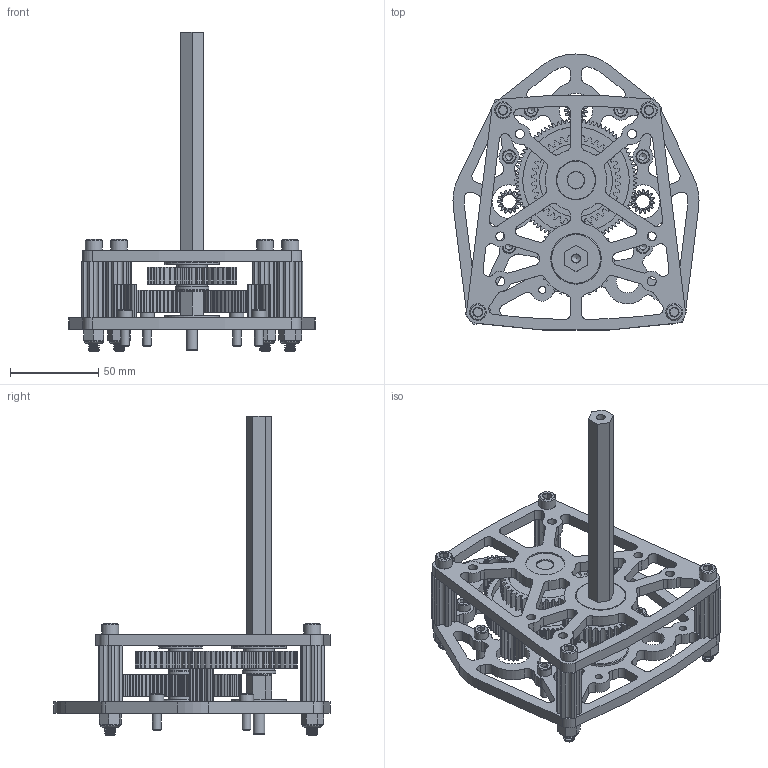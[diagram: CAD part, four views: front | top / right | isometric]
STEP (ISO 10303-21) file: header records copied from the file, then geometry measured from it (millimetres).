
FILE_DESCRIPTION (( 'STEP AP214' ), '1' );
FILE_NAME ('am-3805 2 Stage 3 CIM Evo Slim.STEP', '2018-01-23T20:03:22', ( '' ), ( '' ), 'SwSTEP 2.0', 'SolidWorks 2017', '' );
FILE_SCHEMA (( 'AUTOMOTIVE_DESIGN' ));
Length unit declared in the file: inch
Products named in the file (20): Stage One Shaft; FR8ZZ Hex Bearing_Kip; FR6ZZ-L Bearing_Kip; Evo Shifter 2 Axle Shaft Plate Universal_Kip; 38T 20DP 375Hex 375 FW_Kip; 15T 32DP 8mm Bore Gear_Kip; 85T 32DP 375 Hex Bore Gear_Kip; 10-32x0625_shcs_Kip_HX-SHCS 0.19-32x1.375x1-C; Retaining Ring_97633A200; am-0801a Toughbox Long Hex Shaft With Magnet; FR6ZZ Bearing_Kip; Evo 3 Motor 2 Axle Motor Plate; 250x1000 dowel; ip-0801a Toughbox Long Hex Output Shaft; am-3805 2 Stage 3 CIM Evo Slim; .0625 x 500hex Acetal Spacer (am-1364); 14-20 Nylock Nut_97135A210; 14-20 2.25inch Socket Head Cap Screw_91251A551; 2 Stage Churro Spacer; 32T 20DP 500hex 375 FW
Assembly tree (36 placements, depth 3):
  am-3805 2 Stage 3 CIM Evo Slim
    Evo 3 Motor 2 Axle Motor Plate
    FR6ZZ Bearing_Kip  x2
    10-32x0625_shcs_Kip_HX-SHCS 0.19-32x1.375x1-C  x6
    85T 32DP 375 Hex Bore Gear_Kip
    15T 32DP 8mm Bore Gear_Kip  x3
    38T 20DP 375Hex 375 FW_Kip
    Evo Shifter 2 Axle Shaft Plate Universal_Kip
    FR6ZZ-L Bearing_Kip
    FR8ZZ Hex Bearing_Kip
    Stage One Shaft
    32T 20DP 500hex 375 FW
    2 Stage Churro Spacer  x4
    14-20 2.25inch Socket Head Cap Screw_91251A551  x4
    14-20 Nylock Nut_97135A210  x4
    .0625 x 500hex Acetal Spacer (am-1364)
    am-0801a Toughbox Long Hex Shaft With Magnet
      ip-0801a Toughbox Long Hex Output Shaft
      250x1000 dowel
    Retaining Ring_97633A200
Bounding box: 139.24 x 156.21 x 180.64 mm (x, y, z)
Volume: 193271.9 mm3; surface area: 135194.9 mm2
Topology: 39 solids, 39 shells, 1965 faces, 5318 edges, 3474 vertices
Faces by surface type: cylinder 1312, plane 441, cone 183, torus 21, bspline 8
Full cylindrical faces by diameter (mm): 1.194 x2, 4.039 x2, 4.826 x6, 5.105 x13, 5.22 x4, 5.387 x16, 6.35 x102, 6.528 x2, 6.756 x10, 6.843 x4, 7.925 x3, 7.937 x6, 9.525 x10, 11.176 x1, 12.725 x1, 13.335 x4, 17.462 x2, 19.05 x4, 22.225 x4, 24.689 x2, 27.939 x1, 27.94 x1, 28.575 x4, 31.039 x1, 31.115 x1, 33.337 x2, 41.275 x2, 60.325 x2
Entity records: 47653 total; most frequent: CARTESIAN_POINT 10519, DIRECTION 8390, ORIENTED_EDGE 7212, EDGE_CURVE 3606, AXIS2_PLACEMENT_3D 3471, VERTEX_POINT 2450, CIRCLE 2097, EDGE_LOOP 1610
